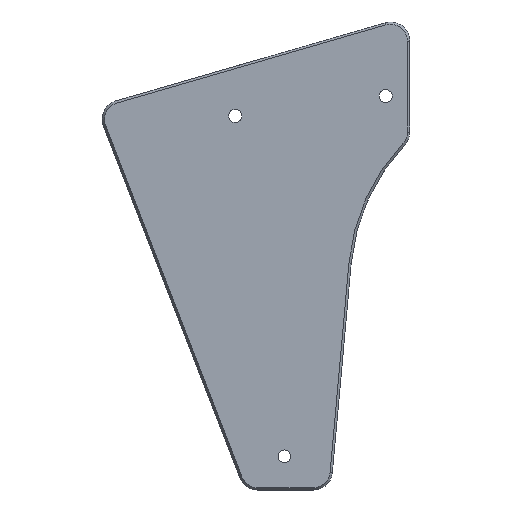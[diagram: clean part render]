
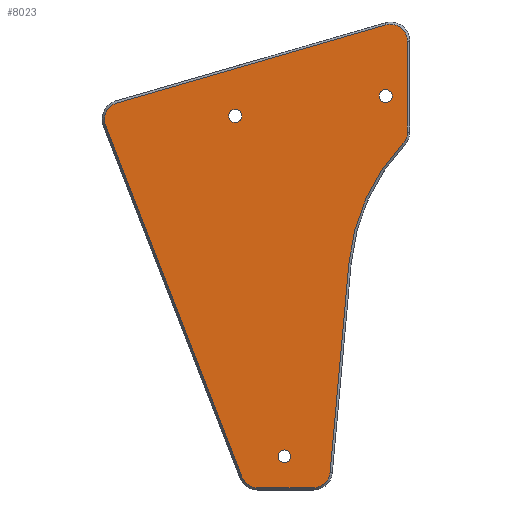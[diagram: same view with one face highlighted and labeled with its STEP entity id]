
A CAD part, front view. The second image highlights one B-rep face of the part: STEP entity #8023.
In plain terms, the highlighted planar face has unit normal (0, -1, 0).
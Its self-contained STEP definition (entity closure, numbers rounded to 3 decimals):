
#190=FACE_BOUND('',#1402,.T.);
#191=FACE_BOUND('',#1403,.T.);
#192=FACE_BOUND('',#1404,.T.);
#520=PLANE('',#8642);
#954=FACE_OUTER_BOUND('',#1401,.T.);
#1401=EDGE_LOOP('',(#7494,#7495,#7496,#7497,#7498,#7499,#7500,#7501,#7502,
#7503,#7504));
#1402=EDGE_LOOP('',(#7505));
#1403=EDGE_LOOP('',(#7506));
#1404=EDGE_LOOP('',(#7507));
#2304=LINE('',#13486,#3211);
#2307=LINE('',#13492,#3214);
#2311=LINE('',#13506,#3218);
#2313=LINE('',#13510,#3220);
#2317=LINE('',#13523,#3224);
#3211=VECTOR('',#10691,10.);
#3214=VECTOR('',#10696,10.);
#3218=VECTOR('',#10714,10.);
#3220=VECTOR('',#10718,10.);
#3224=VECTOR('',#10734,10.);
#3366=CIRCLE('',#8616,8.8);
#3369=CIRCLE('',#8620,104.818);
#3370=CIRCLE('',#8624,8.8);
#3372=CIRCLE('',#8627,8.8);
#3374=CIRCLE('',#8632,8.8);
#3375=CIRCLE('',#8634,8.8);
#3377=CIRCLE('',#8643,3.429);
#3378=CIRCLE('',#8644,3.429);
#3379=CIRCLE('',#8645,3.302);
#4077=VERTEX_POINT('',#13470);
#4078=VERTEX_POINT('',#13472);
#4081=VERTEX_POINT('',#13479);
#4082=VERTEX_POINT('',#13484);
#4084=VERTEX_POINT('',#13489);
#4085=VERTEX_POINT('',#13494);
#4086=VERTEX_POINT('',#13499);
#4087=VERTEX_POINT('',#13504);
#4088=VERTEX_POINT('',#13508);
#4089=VERTEX_POINT('',#13512);
#4090=VERTEX_POINT('',#13516);
#4092=VERTEX_POINT('',#13534);
#4093=VERTEX_POINT('',#13536);
#4094=VERTEX_POINT('',#13538);
#5208=EDGE_CURVE('',#4078,#4077,#3366,.T.);
#5213=EDGE_CURVE('',#4081,#4078,#3369,.T.);
#5215=EDGE_CURVE('',#4077,#4082,#2304,.T.);
#5218=EDGE_CURVE('',#4084,#4081,#2307,.T.);
#5220=EDGE_CURVE('',#4082,#4085,#3370,.T.);
#5222=EDGE_CURVE('',#4086,#4084,#3372,.T.);
#5226=EDGE_CURVE('',#4085,#4087,#2311,.T.);
#5228=EDGE_CURVE('',#4088,#4086,#2313,.T.);
#5230=EDGE_CURVE('',#4087,#4089,#3374,.T.);
#5231=EDGE_CURVE('',#4090,#4088,#3375,.T.);
#5235=EDGE_CURVE('',#4089,#4090,#2317,.T.);
#5240=EDGE_CURVE('',#4092,#4092,#3377,.T.);
#5241=EDGE_CURVE('',#4093,#4093,#3378,.T.);
#5242=EDGE_CURVE('',#4094,#4094,#3379,.T.);
#7494=ORIENTED_EDGE('',*,*,#5208,.T.);
#7495=ORIENTED_EDGE('',*,*,#5215,.T.);
#7496=ORIENTED_EDGE('',*,*,#5220,.T.);
#7497=ORIENTED_EDGE('',*,*,#5226,.T.);
#7498=ORIENTED_EDGE('',*,*,#5230,.T.);
#7499=ORIENTED_EDGE('',*,*,#5235,.T.);
#7500=ORIENTED_EDGE('',*,*,#5231,.T.);
#7501=ORIENTED_EDGE('',*,*,#5228,.T.);
#7502=ORIENTED_EDGE('',*,*,#5222,.T.);
#7503=ORIENTED_EDGE('',*,*,#5218,.T.);
#7504=ORIENTED_EDGE('',*,*,#5213,.T.);
#7505=ORIENTED_EDGE('',*,*,#5240,.F.);
#7506=ORIENTED_EDGE('',*,*,#5241,.F.);
#7507=ORIENTED_EDGE('',*,*,#5242,.F.);
#8023=ADVANCED_FACE('',(#954,#190,#191,#192),#520,.F.);
#8616=AXIS2_PLACEMENT_3D('',#13473,#10676,#10677);
#8620=AXIS2_PLACEMENT_3D('',#13482,#10686,#10687);
#8624=AXIS2_PLACEMENT_3D('',#13496,#10700,#10701);
#8627=AXIS2_PLACEMENT_3D('',#13500,#10706,#10707);
#8632=AXIS2_PLACEMENT_3D('',#13514,#10722,#10723);
#8634=AXIS2_PLACEMENT_3D('',#13517,#10726,#10727);
#8642=AXIS2_PLACEMENT_3D('',#13533,#10749,#10750);
#8643=AXIS2_PLACEMENT_3D('',#13535,#10751,#10752);
#8644=AXIS2_PLACEMENT_3D('',#13537,#10753,#10754);
#8645=AXIS2_PLACEMENT_3D('',#13539,#10755,#10756);
#10676=DIRECTION('center_axis',(0.,-1.,0.));
#10677=DIRECTION('ref_axis',(0.929,0.,-0.37));
#10686=DIRECTION('center_axis',(0.,1.,0.));
#10687=DIRECTION('ref_axis',(-0.996,0.,0.09));
#10691=DIRECTION('',(0.,0.,1.));
#10696=DIRECTION('',(0.09,0.,0.996));
#10700=DIRECTION('center_axis',(0.,-1.,0.));
#10701=DIRECTION('ref_axis',(0.6,0.,0.8));
#10706=DIRECTION('center_axis',(0.,-1.,0.));
#10707=DIRECTION('ref_axis',(0.675,0.,-0.738));
#10714=DIRECTION('',(-0.96,0.,-0.279));
#10718=DIRECTION('',(1.,0.,0.));
#10722=DIRECTION('center_axis',(0.,-1.,0.));
#10723=DIRECTION('ref_axis',(-0.896,0.,0.443));
#10726=DIRECTION('center_axis',(0.,-1.,0.));
#10727=DIRECTION('ref_axis',(-0.565,0.,-0.825));
#10734=DIRECTION('',(0.361,0.,-0.932));
#10749=DIRECTION('center_axis',(0.,1.,0.));
#10750=DIRECTION('ref_axis',(1.,0.,0.));
#10751=DIRECTION('center_axis',(0.,-1.,0.));
#10752=DIRECTION('ref_axis',(1.,0.,0.));
#10753=DIRECTION('center_axis',(0.,-1.,0.));
#10754=DIRECTION('ref_axis',(1.,0.,0.));
#10755=DIRECTION('center_axis',(0.,-1.,0.));
#10756=DIRECTION('ref_axis',(1.,0.,0.));
#13470=CARTESIAN_POINT('',(-24.475,-35.85,-16.966));
#13472=CARTESIAN_POINT('',(-26.883,-35.85,-23.014));
#13473=CARTESIAN_POINT('Origin',(-33.275,-35.85,-16.966));
#13479=CARTESIAN_POINT('',(-55.143,-35.85,-85.662));
#13482=CARTESIAN_POINT('Origin',(49.253,-35.85,-95.056));
#13484=CARTESIAN_POINT('',(-24.475,-35.85,30.627));
#13486=CARTESIAN_POINT('',(-24.475,-35.85,-18.096));
#13489=CARTESIAN_POINT('',(-64.983,-35.85,-195.01));
#13492=CARTESIAN_POINT('',(-55.098,-35.85,-85.164));
#13494=CARTESIAN_POINT('',(-35.731,-35.85,39.077));
#13496=CARTESIAN_POINT('Origin',(-33.275,-35.85,30.627));
#13499=CARTESIAN_POINT('',(-73.747,-35.85,-203.022));
#13500=CARTESIAN_POINT('Origin',(-73.747,-35.85,-194.222));
#13504=CARTESIAN_POINT('',(-176.643,-35.85,-1.864));
#13506=CARTESIAN_POINT('',(-159.503,-35.85,3.116));
#13508=CARTESIAN_POINT('',(-102.9,-35.85,-203.022));
#13510=CARTESIAN_POINT('',(-84.986,-35.85,-203.022));
#13512=CARTESIAN_POINT('',(-182.393,-35.85,-13.495));
#13514=CARTESIAN_POINT('Origin',(-174.188,-35.85,-10.314));
#13516=CARTESIAN_POINT('',(-111.105,-35.85,-197.402));
#13517=CARTESIAN_POINT('Origin',(-102.9,-35.85,-194.222));
#13523=CARTESIAN_POINT('',(-129.251,-35.85,-150.589));
#13533=CARTESIAN_POINT('Origin',(-105.365,-35.85,-80.138));
#13534=CARTESIAN_POINT('',(-118.052,-35.85,-8.541));
#13535=CARTESIAN_POINT('Origin',(-114.623,-35.85,-8.541));
#13536=CARTESIAN_POINT('',(-39.301,-35.85,1.828));
#13537=CARTESIAN_POINT('Origin',(-35.872,-35.85,1.828));
#13538=CARTESIAN_POINT('',(-92.152,-35.85,-186.568));
#13539=CARTESIAN_POINT('Origin',(-88.85,-35.85,-186.568));
